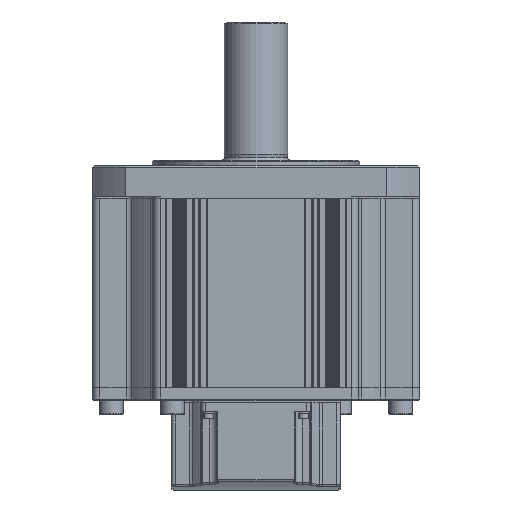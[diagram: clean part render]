
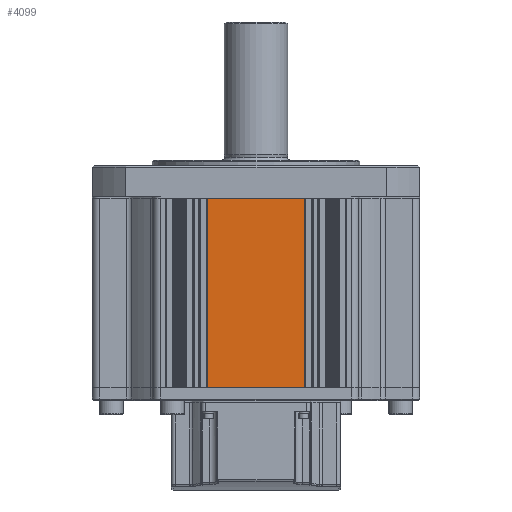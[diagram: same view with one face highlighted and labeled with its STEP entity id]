
A CAD part, front view. The second image highlights one B-rep face of the part: STEP entity #4099.
In plain terms, the highlighted planar face has unit normal (0, -1, 0).
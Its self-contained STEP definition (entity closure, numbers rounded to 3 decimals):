
#4099 = ADVANCED_FACE ( 'NONE', ( #81223 ), #81251, .F. ) ;
#21884 = DIRECTION ( 'NONE',  ( 1., 0., 0. ) ) ;
#21898 = CARTESIAN_POINT ( 'NONE',  ( 0., -90., 0. ) ) ;
#21901 = LINE ( 'NONE', #21898, #67430 ) ;
#22151 = CARTESIAN_POINT ( 'NONE',  ( -26.5, -90., 0. ) ) ;
#22248 = CARTESIAN_POINT ( 'NONE',  ( 26.5, -90., 0. ) ) ;
#38594 = VERTEX_POINT ( 'NONE', #22151 ) ;
#38649 = VERTEX_POINT ( 'NONE', #22248 ) ;
#39649 = EDGE_CURVE ( 'NONE', #38594, #38649, #21901, .T. ) ;
#42343 = EDGE_CURVE ( 'NONE', #45777, #45744, #87522, .T. ) ;
#42373 = EDGE_CURVE ( 'NONE', #38594, #45777, #87528, .T. ) ;
#42377 = EDGE_CURVE ( 'NONE', #38649, #45744, #87529, .T. ) ;
#45744 = VERTEX_POINT ( 'NONE', #92047 ) ;
#45777 = VERTEX_POINT ( 'NONE', #92051 ) ;
#48831 = EDGE_LOOP ( 'NONE', ( #59674, #59702, #59713, #59815 ) ) ;
#59674 = ORIENTED_EDGE ( 'NONE', *, *, #42343, .T. ) ;
#59702 = ORIENTED_EDGE ( 'NONE', *, *, #42377, .F. ) ;
#59713 = ORIENTED_EDGE ( 'NONE', *, *, #39649, .F. ) ;
#59815 = ORIENTED_EDGE ( 'NONE', *, *, #42373, .T. ) ;
#67430 = VECTOR ( 'NONE', #21884, 1000. ) ;
#77106 = AXIS2_PLACEMENT_3D ( 'NONE', #81253, #81231, #81239 ) ;
#81223 = FACE_OUTER_BOUND ( 'NONE', #48831, .T. ) ;
#81231 = DIRECTION ( 'NONE',  ( 0., 1., 0. ) ) ;
#81239 = DIRECTION ( 'NONE',  ( -1., 0., 0. ) ) ;
#81251 = PLANE ( 'NONE',  #77106 ) ;
#81253 = CARTESIAN_POINT ( 'NONE',  ( 26.5, -90., 0. ) ) ;
#86812 = VECTOR ( 'NONE', #87479, 1000. ) ;
#86942 = VECTOR ( 'NONE', #87589, 1000. ) ;
#86978 = VECTOR ( 'NONE', #87534, 1000. ) ;
#87476 = CARTESIAN_POINT ( 'NONE',  ( 26.5, -90., -104. ) ) ;
#87479 = DIRECTION ( 'NONE',  ( 1., 0., 0. ) ) ;
#87522 = LINE ( 'NONE', #87476, #86812 ) ;
#87528 = LINE ( 'NONE', #87533, #86942 ) ;
#87529 = LINE ( 'NONE', #87572, #86978 ) ;
#87533 = CARTESIAN_POINT ( 'NONE',  ( -26.5, -90., 0. ) ) ;
#87534 = DIRECTION ( 'NONE',  ( 0., 0., -1. ) ) ;
#87572 = CARTESIAN_POINT ( 'NONE',  ( 26.5, -90., 0. ) ) ;
#87589 = DIRECTION ( 'NONE',  ( 0., 0., -1. ) ) ;
#92047 = CARTESIAN_POINT ( 'NONE',  ( 26.5, -90., -104. ) ) ;
#92051 = CARTESIAN_POINT ( 'NONE',  ( -26.5, -90., -104. ) ) ;
